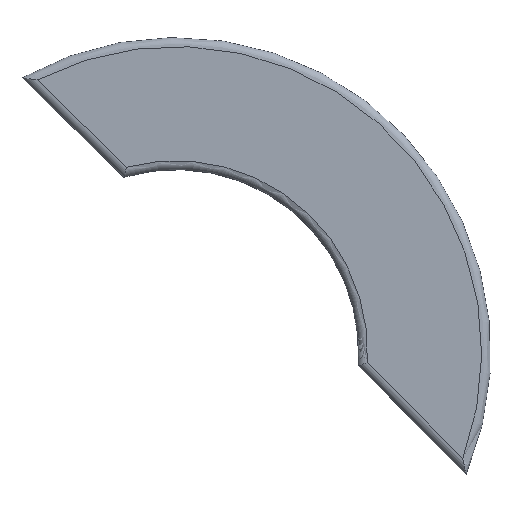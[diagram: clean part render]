
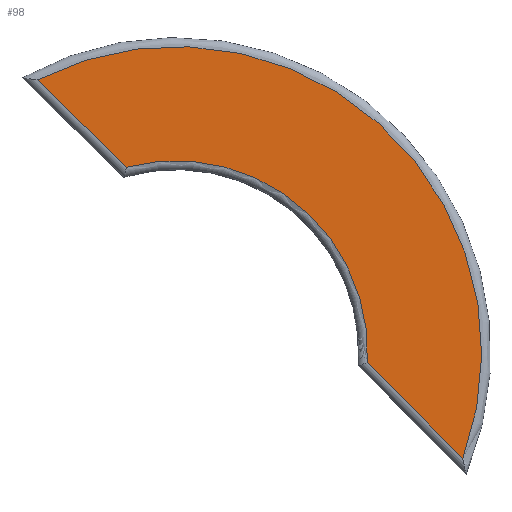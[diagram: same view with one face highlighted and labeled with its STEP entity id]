
A CAD part, top view. The second image highlights one B-rep face of the part: STEP entity #98.
In plain terms, the highlighted planar face has unit normal (0, 0, 1).
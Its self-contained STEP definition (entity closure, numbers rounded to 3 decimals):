
#14=PLANE('',#122);
#18=LINE('',#180,#22);
#21=LINE('',#210,#25);
#22=VECTOR('',#134,5.);
#25=VECTOR('',#145,5.);
#32=FACE_OUTER_BOUND('',#38,.T.);
#38=EDGE_LOOP('',(#84,#85,#86,#87));
#44=CIRCLE('',#115,156.099);
#46=CIRCLE('',#119,97.82);
#48=VERTEX_POINT('',#152);
#49=VERTEX_POINT('',#153);
#52=VERTEX_POINT('',#179);
#54=VERTEX_POINT('',#194);
#56=EDGE_CURVE('',#48,#49,#44,.T.);
#60=EDGE_CURVE('',#49,#52,#18,.T.);
#63=EDGE_CURVE('',#52,#54,#46,.T.);
#67=EDGE_CURVE('',#54,#48,#21,.T.);
#84=ORIENTED_EDGE('',*,*,#56,.F.);
#85=ORIENTED_EDGE('',*,*,#67,.F.);
#86=ORIENTED_EDGE('',*,*,#63,.F.);
#87=ORIENTED_EDGE('',*,*,#60,.F.);
#98=ADVANCED_FACE('',(#32),#14,.T.);
#115=AXIS2_PLACEMENT_3D('',#154,#128,#129);
#119=AXIS2_PLACEMENT_3D('',#195,#138,#139);
#122=AXIS2_PLACEMENT_3D('',#211,#146,#147);
#128=DIRECTION('center_axis',(0.,0.,-1.));
#129=DIRECTION('ref_axis',(-0.665,-0.747,0.));
#134=DIRECTION('',(-0.705,0.709,0.));
#138=DIRECTION('center_axis',(0.,0.,1.));
#139=DIRECTION('ref_axis',(-0.627,-0.779,0.));
#145=DIRECTION('',(-0.716,0.698,0.));
#146=DIRECTION('center_axis',(0.,0.,1.));
#147=DIRECTION('ref_axis',(-1.,0.,0.));
#152=CARTESIAN_POINT('',(-70.956,139.04,18.));
#153=CARTESIAN_POINT('',(146.401,-54.162,18.));
#154=CARTESIAN_POINT('Origin',(0.,0.,
18.));
#179=CARTESIAN_POINT('',(97.684,-5.159,18.));
#180=CARTESIAN_POINT('',(69.434,23.256,18.));
#194=CARTESIAN_POINT('',(-25.308,94.489,18.));
#195=CARTESIAN_POINT('Origin',(0.,0.,
18.));
#210=CARTESIAN_POINT('',(3.902,65.981,18.));
#211=CARTESIAN_POINT('Origin',(40.937,49.124,18.));
